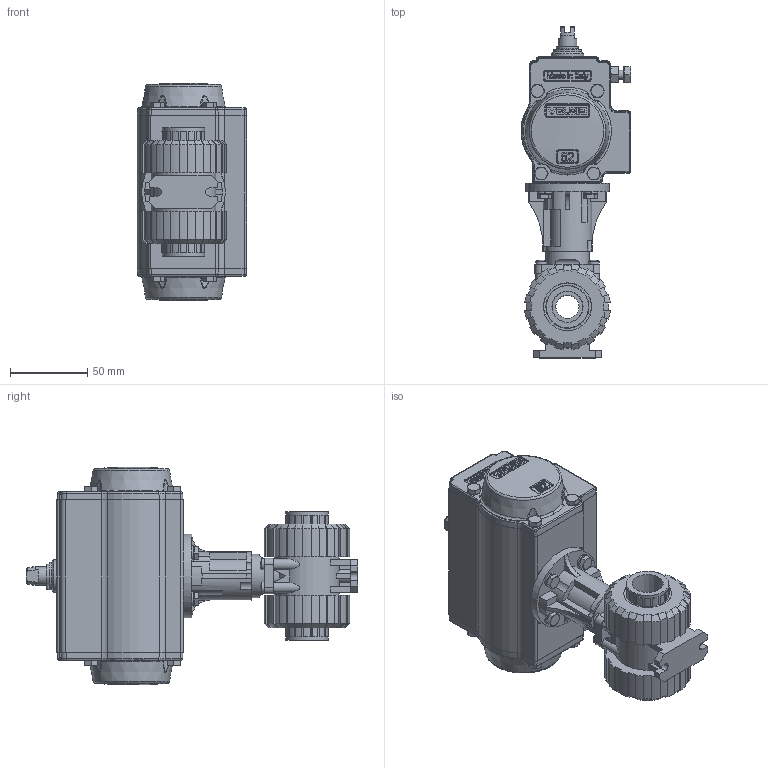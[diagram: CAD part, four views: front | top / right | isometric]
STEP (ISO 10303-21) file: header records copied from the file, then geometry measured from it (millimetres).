
FILE_DESCRIPTION((''),'2;1');
FILE_NAME('PV10053A - 020 - DA052.stp','2021-08-16T08:47:55',('RL'),(''),'Autodesk Inventor 2012','Autodesk Inventor 2012','');
FILE_SCHEMA(('AUTOMOTIVE_DESIGN { 1 0 10303 214 1 1 1 1 }'));
Length unit declared in the file: millimetre
Products named in the file (1): PV10053A_020_82DASR052
Bounding box: 70.98 x 214.5 x 140.64 mm (x, y, z)
Volume: 767688.3 mm3; surface area: 99972.5 mm2
Topology: 1 solids, 2 shells, 1948 faces, 5172 edges, 3295 vertices
Faces by surface type: plane 902, bspline 376, cylinder 314, cone 279, torus 69, sphere 8
Full cylindrical faces by diameter (mm): 1.5 x2, 4.2 x8, 5 x5, 5.5 x4, 6 x2, 6.88 x4, 7 x4, 8 x8, 8.5 x2, 10 x2, 11.1 x1, 12 x1, 13.119 x1, 15 x3, 18 x1, 19.5 x1, 21 x1, 22.6 x2, 22.9 x1, 23 x1, 27.3 x2, 28 x1, 30.8 x2, 31 x2, 37.8 x2, 41.97 x3, 54 x1
Entity records: 85893 total; most frequent: CARTESIAN_POINT 39148, ORIENTED_EDGE 10032, DIRECTION 8578, EDGE_CURVE 5016, VERTEX_POINT 3252, AXIS2_PLACEMENT_3D 3183, VECTOR 2212, LINE 2212
